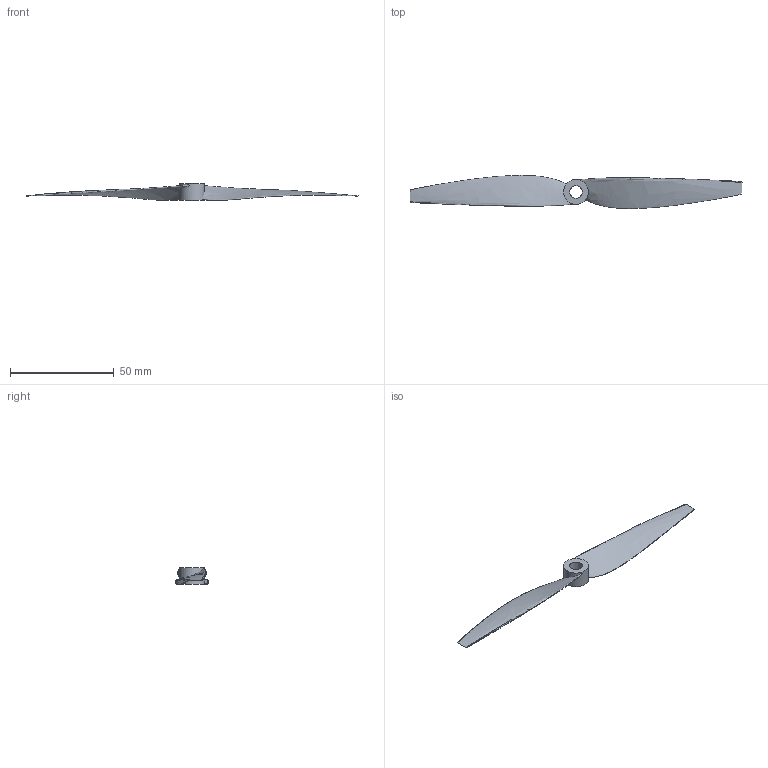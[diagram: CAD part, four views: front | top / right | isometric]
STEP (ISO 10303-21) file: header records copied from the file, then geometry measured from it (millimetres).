
FILE_DESCRIPTION(('FreeCAD Model'),'2;1');
FILE_NAME('Open CASCADE Shape Model','2025-04-26T22:20:52',('FreeCAD'),( 'FreeCAD'),'Open CASCADE STEP processor 7.6','FreeCAD','Unknown');
FILE_SCHEMA(('AUTOMOTIVE_DESIGN { 1 0 10303 214 1 1 1 1 }'));
Length unit declared in the file: millimetre
Products named in the file (1): Open CASCADE STEP translator 7.6 1
Bounding box: 160 x 15.96 x 8.15 mm (x, y, z)
Volume: 1997.1 mm3; surface area: 4436.5 mm2
Topology: 1 solids, 1 shells, 8 faces, 19 edges, 14 vertices
Faces by surface type: plane 4, bspline 2, cylinder 2
Full cylindrical faces by diameter (mm): 6 x1, 12 x1
Entity records: 3487 total; most frequent: CARTESIAN_POINT 3306, ORIENTED_EDGE 38, DIRECTION 25, EDGE_CURVE 19, VERTEX_POINT 14, B_SPLINE_CURVE_WITH_KNOTS 12, AXIS2_PLACEMENT_3D 11, FACE_BOUND 11
